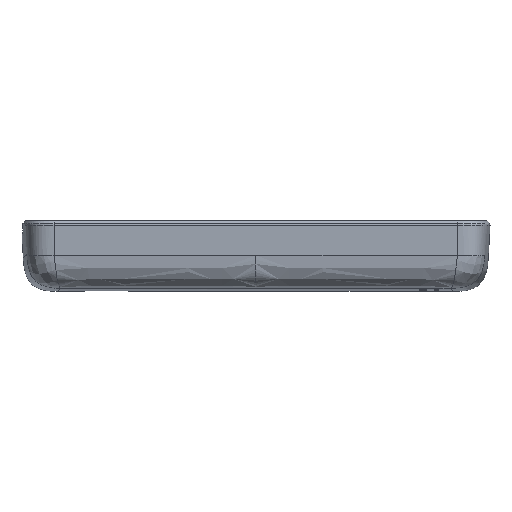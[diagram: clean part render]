
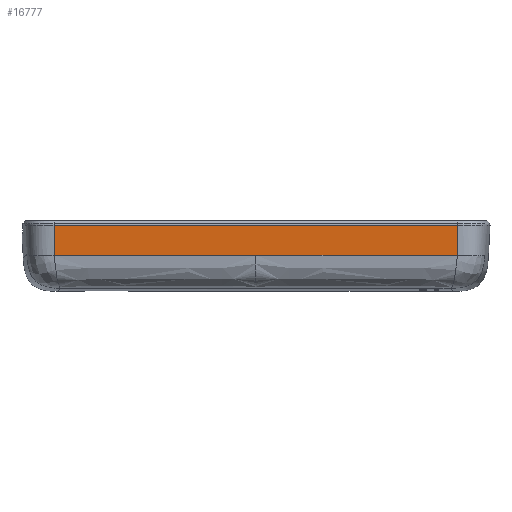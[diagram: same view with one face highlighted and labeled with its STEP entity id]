
A CAD part, left-side view. The second image highlights one B-rep face of the part: STEP entity #16777.
In plain terms, the highlighted planar face has unit normal (-0.999, 0, -0.052).
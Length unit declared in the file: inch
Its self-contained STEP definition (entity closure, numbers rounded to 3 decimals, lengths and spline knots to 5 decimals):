
#400 = EDGE_CURVE ( 'NONE', #12085, #9210, #26561, .T. ) ;
#2204 = AXIS2_PLACEMENT_3D ( 'NONE', #22528, #13216, #12922 ) ;
#2707 = EDGE_CURVE ( 'NONE', #9637, #12085, #22967, .T. ) ;
#2882 = CARTESIAN_POINT ( 'NONE',  ( -0.69447, -0.575, -0.29624 ) ) ;
#3211 = CARTESIAN_POINT ( 'NONE',  ( -0.708, 1.725, -0.03823 ) ) ;
#4096 = DIRECTION ( 'NONE',  ( -0.052, 0., 0.999 ) ) ;
#5513 = ORIENTED_EDGE ( 'NONE', *, *, #400, .T. ) ;
#6188 = CARTESIAN_POINT ( 'NONE',  ( -0.69447, 1.725, -0.29624 ) ) ;
#6410 = CARTESIAN_POINT ( 'NONE',  ( -0.69447, -1.725, -0.29624 ) ) ;
#9063 = PLANE ( 'NONE',  #2204 ) ;
#9198 = VECTOR ( 'NONE', #4096, 39.37008 ) ;
#9210 = VERTEX_POINT ( 'NONE', #25806 ) ;
#9637 = VERTEX_POINT ( 'NONE', #22394 ) ;
#9651 = CARTESIAN_POINT ( 'NONE',  ( -0.69447, -1.725, -0.29624 ) ) ;
#10604 = CARTESIAN_POINT ( 'NONE',  ( -0.69447, 0., -0.29624 ) ) ;
#10686 = LINE ( 'NONE', #19573, #18311 ) ;
#10878 = VERTEX_POINT ( 'NONE', #3211 ) ;
#12085 = VERTEX_POINT ( 'NONE', #6410 ) ;
#12922 = DIRECTION ( 'NONE',  ( 0.052, 0., -0.999 ) ) ;
#12967 = LINE ( 'NONE', #17111, #24466 ) ;
#13216 = DIRECTION ( 'NONE',  ( -0.999, 0., -0.052 ) ) ;
#13669 = CARTESIAN_POINT ( 'NONE',  ( -0.69447, -1.15, -0.29624 ) ) ;
#14280 = ORIENTED_EDGE ( 'NONE', *, *, #20760, .F. ) ;
#14602 = CARTESIAN_POINT ( 'NONE',  ( -0.69447, 1.725, -0.29624 ) ) ;
#14899 = CARTESIAN_POINT ( 'NONE',  ( -0.69447, 0.575, -0.29624 ) ) ;
#15292 = EDGE_CURVE ( 'NONE', #10878, #9210, #10686, .T. ) ;
#16317 = CARTESIAN_POINT ( 'NONE',  ( -0.69447, 0., -0.29624 ) ) ;
#16777 = ADVANCED_FACE ( 'NONE', ( #21939 ), #9063, .T. ) ;
#17111 = CARTESIAN_POINT ( 'NONE',  ( -0.71, 1.725, 0. ) ) ;
#17360 = DIRECTION ( 'NONE',  ( 0., -1., 0. ) ) ;
#17784 = B_SPLINE_CURVE_WITH_KNOTS ( 'NONE', 3,
 ( #10604, #14899, #21998, #6188 ),
 .UNSPECIFIED., .F., .F.,
 ( 4, 4 ),
 ( 0., 1. ),
 .UNSPECIFIED. ) ;
#18311 = VECTOR ( 'NONE', #17360, 39.37008 ) ;
#19573 = CARTESIAN_POINT ( 'NONE',  ( -0.708, 0., -0.03823 ) ) ;
#19824 = VERTEX_POINT ( 'NONE', #14602 ) ;
#20760 = EDGE_CURVE ( 'NONE', #19824, #10878, #12967, .T. ) ;
#21939 = FACE_OUTER_BOUND ( 'NONE', #25875, .T. ) ;
#21998 = CARTESIAN_POINT ( 'NONE',  ( -0.69447, 1.15, -0.29624 ) ) ;
#22394 = CARTESIAN_POINT ( 'NONE',  ( -0.69447, 0., -0.29624 ) ) ;
#22528 = CARTESIAN_POINT ( 'NONE',  ( -0.71, 0., 0. ) ) ;
#22967 = B_SPLINE_CURVE_WITH_KNOTS ( 'NONE', 3,
 ( #16317, #2882, #13669, #9651 ),
 .UNSPECIFIED., .F., .F.,
 ( 4, 4 ),
 ( 0., 1. ),
 .UNSPECIFIED. ) ;
#24271 = ORIENTED_EDGE ( 'NONE', *, *, #2707, .T. ) ;
#24345 = CARTESIAN_POINT ( 'NONE',  ( -0.71, -1.725, 0. ) ) ;
#24466 = VECTOR ( 'NONE', #26132, 39.37008 ) ;
#24746 = ORIENTED_EDGE ( 'NONE', *, *, #25163, .F. ) ;
#25163 = EDGE_CURVE ( 'NONE', #9637, #19824, #17784, .T. ) ;
#25806 = CARTESIAN_POINT ( 'NONE',  ( -0.708, -1.725, -0.03823 ) ) ;
#25875 = EDGE_LOOP ( 'NONE', ( #14280, #24746, #24271, #5513, #28561 ) ) ;
#26132 = DIRECTION ( 'NONE',  ( -0.052, 0., 0.999 ) ) ;
#26561 = LINE ( 'NONE', #24345, #9198 ) ;
#28561 = ORIENTED_EDGE ( 'NONE', *, *, #15292, .F. ) ;
